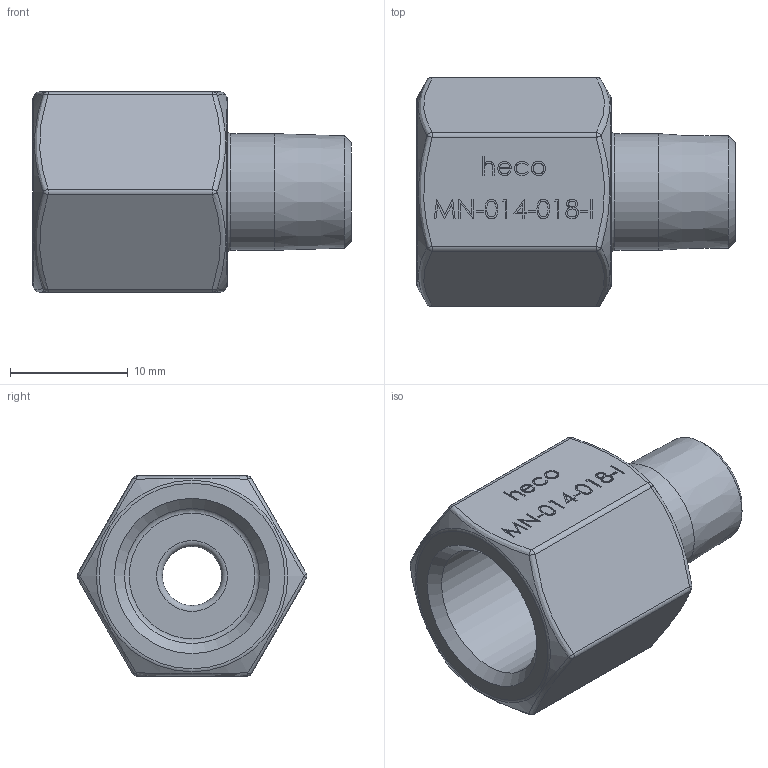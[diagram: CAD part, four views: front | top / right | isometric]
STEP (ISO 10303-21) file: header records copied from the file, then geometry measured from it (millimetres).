
FILE_DESCRIPTION (( 'STEP AP214' ), '1' );
FILE_NAME ('MN-014-018-I 2310.STEP', '2023-10-27T09:49:08', ( '' ), ( '' ), 'SwSTEP 2.0', 'SolidWorks 2019', '' );
FILE_SCHEMA (( 'AUTOMOTIVE_DESIGN' ));
Length unit declared in the file: millimetre
Products named in the file (1): MN-014-018-I 2310
Bounding box: 27 x 19.48 x 17 mm (x, y, z)
Volume: 3375.9 mm3; surface area: 2315.3 mm2
Topology: 1 solids, 1 shells, 226 faces, 551 edges, 353 vertices
Faces by surface type: plane 111, bspline 82, sphere 12, cylinder 10, torus 6, cone 5
Full cylindrical faces by diameter (mm): 5 x1, 9.884 x1, 11.445 x1, 11.645 x1
Entity records: 13128 total; most frequent: CARTESIAN_POINT 6374, ORIENTED_EDGE 1064, DIRECTION 713, EDGE_CURVE 532, VERTEX_POINT 349, LINE 313, VECTOR 313, EDGE_LOOP 269
